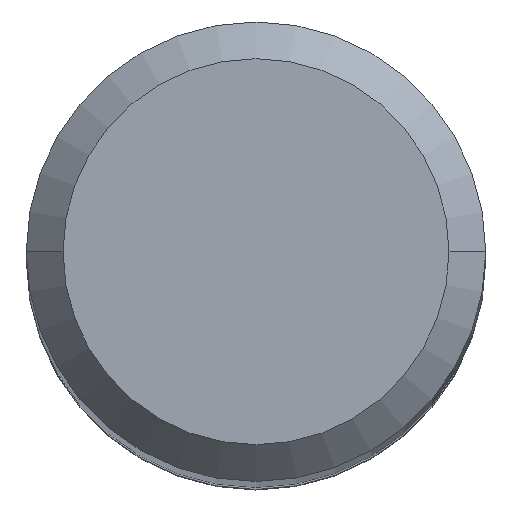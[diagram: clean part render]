
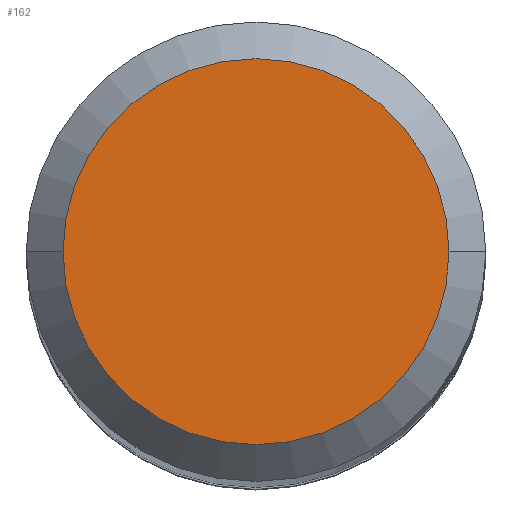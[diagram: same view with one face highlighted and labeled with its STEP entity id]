
A CAD part, top view. The second image highlights one B-rep face of the part: STEP entity #162.
In plain terms, the highlighted planar face has unit normal (0, 0, 1).
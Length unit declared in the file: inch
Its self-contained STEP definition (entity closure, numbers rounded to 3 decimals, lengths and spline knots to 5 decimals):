
#8 = EDGE_CURVE ( 'NONE', #272, #182, #112, .T. ) ;
#93 = FACE_OUTER_BOUND ( 'NONE', #151, .T. ) ;
#96 = DIRECTION ( 'NONE',  ( 1., 0., 0. ) ) ;
#109 = DIRECTION ( 'NONE',  ( 1., 0., 0. ) ) ;
#112 = CIRCLE ( 'NONE', #188, 0.07875 ) ;
#141 = DIRECTION ( 'NONE',  ( 0., 0., 1. ) ) ;
#151 = EDGE_LOOP ( 'NONE', ( #247, #325 ) ) ;
#152 = CIRCLE ( 'NONE', #263, 0.07875 ) ;
#162 = ADVANCED_FACE ( 'NONE', ( #93 ), #354, .T. ) ;
#182 = VERTEX_POINT ( 'NONE', #300 ) ;
#188 = AXIS2_PLACEMENT_3D ( 'NONE', #348, #298, #209 ) ;
#209 = DIRECTION ( 'NONE',  ( 1., 0., 0. ) ) ;
#222 = AXIS2_PLACEMENT_3D ( 'NONE', #246, #329, #96 ) ;
#234 = EDGE_CURVE ( 'NONE', #182, #272, #152, .T. ) ;
#246 = CARTESIAN_POINT ( 'NONE',  ( 0., 0., 2. ) ) ;
#247 = ORIENTED_EDGE ( 'NONE', *, *, #8, .T. ) ;
#258 = CARTESIAN_POINT ( 'NONE',  ( -0.07875, 0., 2. ) ) ;
#263 = AXIS2_PLACEMENT_3D ( 'NONE', #313, #141, #109 ) ;
#272 = VERTEX_POINT ( 'NONE', #258 ) ;
#298 = DIRECTION ( 'NONE',  ( 0., 0., 1. ) ) ;
#300 = CARTESIAN_POINT ( 'NONE',  ( 0.07875, 0., 2. ) ) ;
#313 = CARTESIAN_POINT ( 'NONE',  ( 0., 0., 2. ) ) ;
#325 = ORIENTED_EDGE ( 'NONE', *, *, #234, .T. ) ;
#329 = DIRECTION ( 'NONE',  ( 0., 0., 1. ) ) ;
#348 = CARTESIAN_POINT ( 'NONE',  ( 0., 0., 2. ) ) ;
#354 = PLANE ( 'NONE',  #222 ) ;
